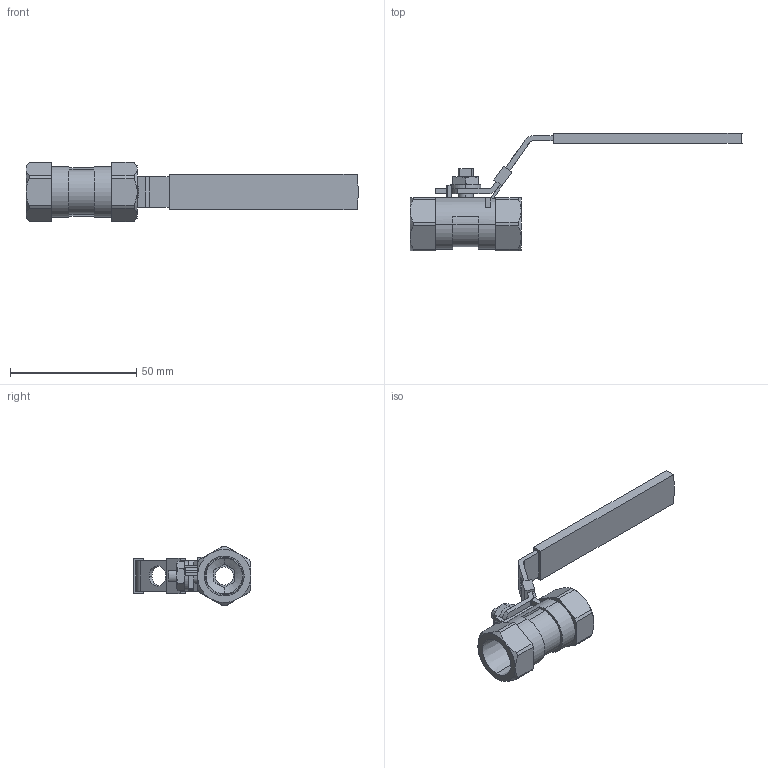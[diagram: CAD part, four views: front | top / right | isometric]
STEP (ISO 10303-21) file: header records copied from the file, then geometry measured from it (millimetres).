
FILE_DESCRIPTION (( 'STEP AP203' ), '1' );
FILE_NAME ('V-103PL-PN40_DN10----.STEP', '2019-12-03T05:17:22', ( '' ), ( '' ), 'SwSTEP 2.0', 'SolidWorks 2012', '' );
FILE_SCHEMA (( 'CONFIG_CONTROL_DESIGN' ));
Length unit declared in the file: millimetre
Products named in the file (1): V-103PL-PN40_DN10----
Bounding box: 131.36 x 46.5 x 23.5 mm (x, y, z)
Volume: 14173.2 mm3; surface area: 10965.4 mm2
Topology: 4 solids, 4 shells, 182 faces, 460 edges, 294 vertices
Faces by surface type: plane 94, cylinder 52, cone 36
Entity records: 5781 total; most frequent: CARTESIAN_POINT 1287, DIRECTION 920, ORIENTED_EDGE 920, EDGE_CURVE 460, AXIS2_PLACEMENT_3D 331, VERTEX_POINT 294, LINE 258, VECTOR 258
